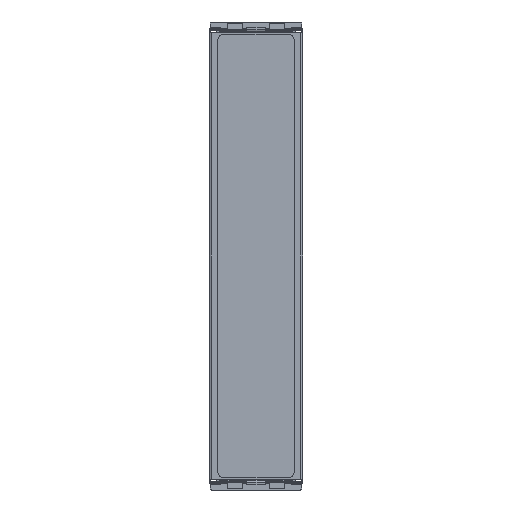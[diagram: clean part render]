
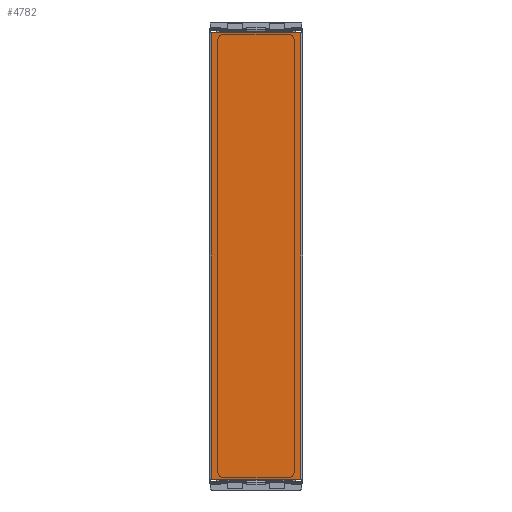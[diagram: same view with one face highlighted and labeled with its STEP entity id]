
A CAD part, front view. The second image highlights one B-rep face of the part: STEP entity #4782.
In plain terms, the highlighted planar face has unit normal (0, -1, 0).
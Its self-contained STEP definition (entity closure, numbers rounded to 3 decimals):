
#474=FACE_OUTER_BOUND('',#746,.T.);
#746=EDGE_LOOP('',(#3668,#3669,#3670,#3671));
#1142=LINE('',#8614,#1610);
#1152=LINE('',#8635,#1620);
#1155=LINE('',#8642,#1623);
#1157=LINE('',#8645,#1625);
#1610=VECTOR('',#6143,10.);
#1620=VECTOR('',#6171,10.);
#1623=VECTOR('',#6178,1.422);
#1625=VECTOR('',#6182,10.);
#2060=VERTEX_POINT('',#8611);
#2061=VERTEX_POINT('',#8613);
#2063=VERTEX_POINT('',#8633);
#2065=VERTEX_POINT('',#8641);
#2605=EDGE_CURVE('',#2061,#2060,#1142,.T.);
#2616=EDGE_CURVE('',#2063,#2060,#1152,.T.);
#2619=EDGE_CURVE('',#2061,#2065,#1155,.T.);
#2621=EDGE_CURVE('',#2063,#2065,#1157,.T.);
#3668=ORIENTED_EDGE('',*,*,#2605,.T.);
#3669=ORIENTED_EDGE('',*,*,#2616,.F.);
#3670=ORIENTED_EDGE('',*,*,#2621,.T.);
#3671=ORIENTED_EDGE('',*,*,#2619,.F.);
#4282=PLANE('',#5183);
#4782=ADVANCED_FACE('',(#474),#4282,.F.);
#5183=AXIS2_PLACEMENT_3D('',#8654,#6197,#6198);
#6143=DIRECTION('',(0.,0.,-1.));
#6171=DIRECTION('',(-1.,0.,0.));
#6178=DIRECTION('',(1.,0.,0.));
#6182=DIRECTION('',(0.,0.,1.));
#6197=DIRECTION('center_axis',(0.,1.,0.));
#6198=DIRECTION('ref_axis',(-1.,0.,0.));
#8611=CARTESIAN_POINT('',(-47.,93.88,-234.25));
#8613=CARTESIAN_POINT('',(-47.,93.88,234.25));
#8614=CARTESIAN_POINT('',(-47.,93.88,117.125));
#8633=CARTESIAN_POINT('',(47.,93.88,-234.25));
#8635=CARTESIAN_POINT('',(47.,93.88,-234.25));
#8641=CARTESIAN_POINT('',(47.,93.88,234.25));
#8642=CARTESIAN_POINT('',(51.466,93.88,234.25));
#8645=CARTESIAN_POINT('',(47.,93.88,0.));
#8654=CARTESIAN_POINT('Origin',(0.117,93.88,0.));
